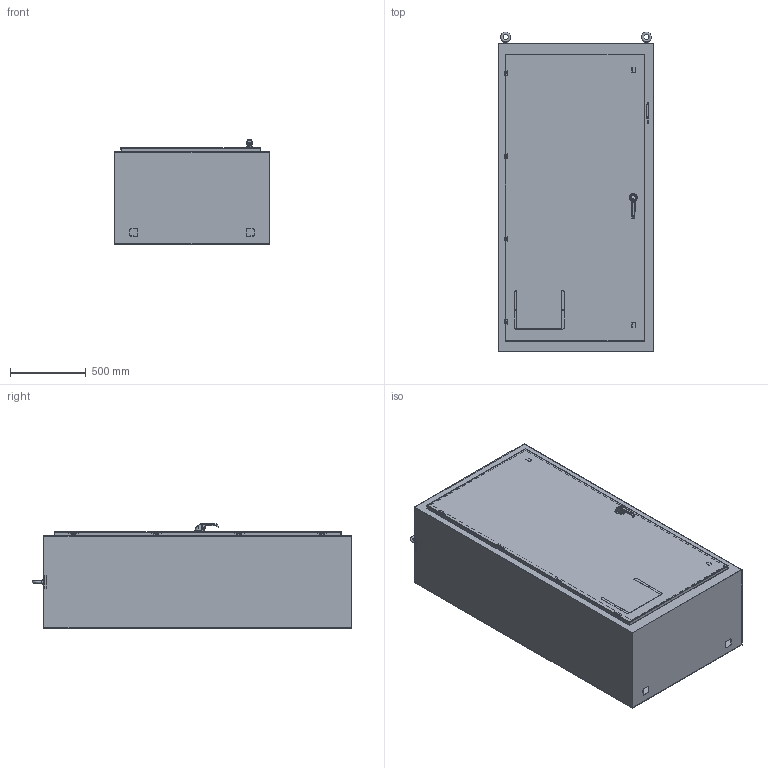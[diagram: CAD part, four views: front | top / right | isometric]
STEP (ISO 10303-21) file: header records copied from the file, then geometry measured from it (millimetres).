
FILE_DESCRIPTION (( 'STEP AP214' ), '1' );
FILE_NAME ('SCE-N80XM4024.STEP', '2024-05-08T10:23:51', ( '' ), ( '' ), 'SwSTEP 2.0', 'SolidWorks 2023', '' );
FILE_SCHEMA (( 'AUTOMOTIVE_DESIGN' ));
Length unit declared in the file: inch
Products named in the file (1): SCE-N80XM4024
Bounding box: 1022.35 x 2106.79 x 686.97 mm (x, y, z)
Volume: 22526015.3 mm3; surface area: 16977479.8 mm2
Topology: 22 solids, 26 shells, 3150 faces, 8063 edges, 4996 vertices
Faces by surface type: plane 1335, cylinder 1027, bspline 362, torus 219, cone 111, sphere 96
Full cylindrical faces by diameter (mm): 1.016 x4, 3.978 x4, 4.318 x20, 4.978 x16, 5.016 x2, 5.207 x8, 5.232 x8, 5.537 x4, 6.096 x8, 6.198 x8, 6.35 x8, 7.137 x3, 9.525 x8, 10.323 x8, 11.25 x1, 15.24 x2, 16 x1, 29.8 x2
Entity records: 148306 total; most frequent: CARTESIAN_POINT 76691, ORIENTED_EDGE 15444, DIRECTION 13656, EDGE_CURVE 7722, AXIS2_PLACEMENT_3D 4936, VERTEX_POINT 4889, LINE 3784, VECTOR 3784
